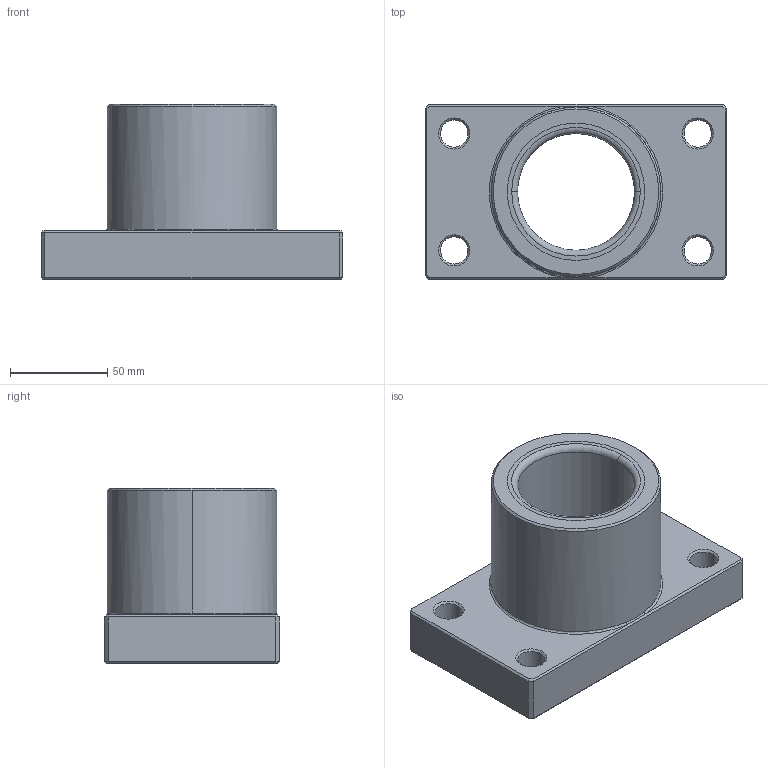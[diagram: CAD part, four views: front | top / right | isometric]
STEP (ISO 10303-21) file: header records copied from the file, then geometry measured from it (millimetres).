
FILE_DESCRIPTION (( 'STEP AP214' ), '1' );
FILE_NAME ('SAB-D50.STEP', '2021-09-19T06:06:55', ( 'User' ), ( 'china' ), 'SwSTEP 2.0', 'SolidWorks 2016', '' );
FILE_SCHEMA (( 'AUTOMOTIVE_DESIGN' ));
Length unit declared in the file: millimetre
Products named in the file (3): SAB-D50傍杶; SAB-D50
Assembly tree (2 placements, depth 2):
  SAB-D50
    SAB-D50
    SAB-D50傍杶
Bounding box: 155 x 90 x 90 mm (x, y, z)
Volume: 462403.3 mm3; surface area: 110079.6 mm2
Topology: 2 solids, 2 shells, 95 faces, 222 edges, 133 vertices
Faces by surface type: plane 40, cylinder 26, cone 20, torus 7, bspline 2
Entity records: 2908 total; most frequent: CARTESIAN_POINT 555, DIRECTION 506, ORIENTED_EDGE 444, EDGE_CURVE 222, AXIS2_PLACEMENT_3D 188, VERTEX_POINT 133, LINE 130, VECTOR 130
